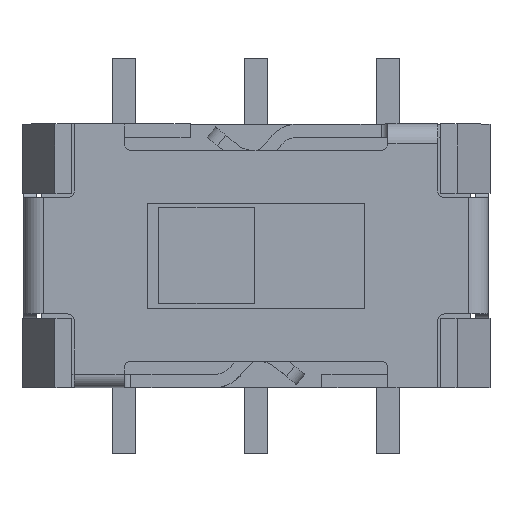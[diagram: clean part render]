
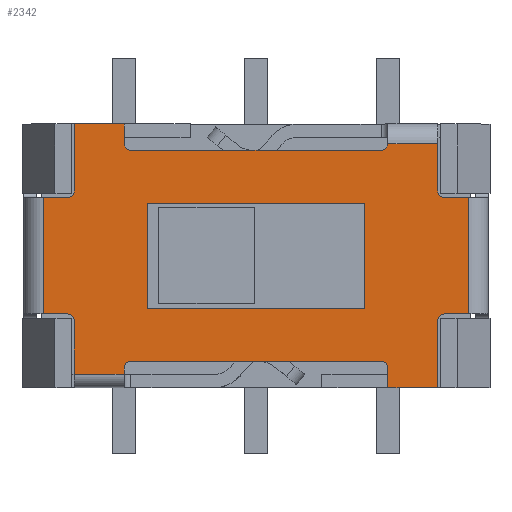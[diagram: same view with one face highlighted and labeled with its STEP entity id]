
A CAD part, top view. The second image highlights one B-rep face of the part: STEP entity #2342.
In plain terms, the highlighted planar face has unit normal (0, 0, 1).
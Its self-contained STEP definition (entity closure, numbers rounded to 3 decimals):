
#2252 = VERTEX_POINT('',#2253);
#2253 = CARTESIAN_POINT('',(1.653,-0.797,2.15));
#2259 = EDGE_CURVE('',#2252,#2260,#2262,.T.);
#2260 = VERTEX_POINT('',#2261);
#2261 = CARTESIAN_POINT('',(-1.653,-0.797,2.15));
#2262 = LINE('',#2263,#2264);
#2263 = CARTESIAN_POINT('',(1.653,-0.797,2.15));
#2264 = VECTOR('',#2265,1.);
#2265 = DIRECTION('',(-1.,0.,0.));
#2283 = VERTEX_POINT('',#2284);
#2284 = CARTESIAN_POINT('',(1.653,0.797,2.15));
#2290 = EDGE_CURVE('',#2283,#2252,#2291,.T.);
#2291 = LINE('',#2292,#2293);
#2292 = CARTESIAN_POINT('',(1.653,0.797,2.15));
#2293 = VECTOR('',#2294,1.);
#2294 = DIRECTION('',(0.,-1.,0.));
#2307 = VERTEX_POINT('',#2308);
#2308 = CARTESIAN_POINT('',(-1.653,0.797,2.15));
#2314 = EDGE_CURVE('',#2307,#2283,#2315,.T.);
#2315 = LINE('',#2316,#2317);
#2316 = CARTESIAN_POINT('',(-1.653,0.797,2.15));
#2317 = VECTOR('',#2318,1.);
#2318 = DIRECTION('',(1.,0.,0.));
#2331 = EDGE_CURVE('',#2260,#2307,#2332,.T.);
#2332 = LINE('',#2333,#2334);
#2333 = CARTESIAN_POINT('',(-1.653,-0.797,2.15));
#2334 = VECTOR('',#2335,1.);
#2335 = DIRECTION('',(0.,1.,0.));
#2342 = ADVANCED_FACE('',(#2343,#2569),#2575,.T.);
#2343 = FACE_BOUND('',#2344,.F.);
#2344 = EDGE_LOOP('',(#2345,#2355,#2364,#2372,#2381,#2389,#2397,#2405,
    #2414,#2422,#2430,#2438,#2447,#2455,#2463,#2471,#2480,#2488,#2497,
    #2505,#2513,#2522,#2530,#2538,#2546,#2555,#2563));
#2345 = ORIENTED_EDGE('',*,*,#2346,.F.);
#2346 = EDGE_CURVE('',#2347,#2349,#2351,.T.);
#2347 = VERTEX_POINT('',#2348);
#2348 = CARTESIAN_POINT('',(2.,-1.7,2.15));
#2349 = VERTEX_POINT('',#2350);
#2350 = CARTESIAN_POINT('',(2.,-2.,2.15));
#2351 = LINE('',#2352,#2353);
#2352 = CARTESIAN_POINT('',(2.,-1.7,2.15));
#2353 = VECTOR('',#2354,1.);
#2354 = DIRECTION('',(0.,-1.,0.));
#2355 = ORIENTED_EDGE('',*,*,#2356,.F.);
#2356 = EDGE_CURVE('',#2357,#2347,#2359,.T.);
#2357 = VERTEX_POINT('',#2358);
#2358 = CARTESIAN_POINT('',(1.9,-1.6,2.15));
#2359 = CIRCLE('',#2360,0.1);
#2360 = AXIS2_PLACEMENT_3D('',#2361,#2362,#2363);
#2361 = CARTESIAN_POINT('',(1.9,-1.7,2.15));
#2362 = DIRECTION('',(0.,0.,-1.));
#2363 = DIRECTION('',(0.,1.,0.));
#2364 = ORIENTED_EDGE('',*,*,#2365,.F.);
#2365 = EDGE_CURVE('',#2366,#2357,#2368,.T.);
#2366 = VERTEX_POINT('',#2367);
#2367 = CARTESIAN_POINT('',(-1.9,-1.6,2.15));
#2368 = LINE('',#2369,#2370);
#2369 = CARTESIAN_POINT('',(-1.9,-1.6,2.15));
#2370 = VECTOR('',#2371,1.);
#2371 = DIRECTION('',(1.,0.,0.));
#2372 = ORIENTED_EDGE('',*,*,#2373,.F.);
#2373 = EDGE_CURVE('',#2374,#2366,#2376,.T.);
#2374 = VERTEX_POINT('',#2375);
#2375 = CARTESIAN_POINT('',(-2.,-1.7,2.15));
#2376 = CIRCLE('',#2377,0.1);
#2377 = AXIS2_PLACEMENT_3D('',#2378,#2379,#2380);
#2378 = CARTESIAN_POINT('',(-1.9,-1.7,2.15));
#2379 = DIRECTION('',(0.,0.,-1.));
#2380 = DIRECTION('',(-1.,0.,0.));
#2381 = ORIENTED_EDGE('',*,*,#2382,.F.);
#2382 = EDGE_CURVE('',#2383,#2374,#2385,.T.);
#2383 = VERTEX_POINT('',#2384);
#2384 = CARTESIAN_POINT('',(-2.,-1.8,2.15));
#2385 = LINE('',#2386,#2387);
#2386 = CARTESIAN_POINT('',(-2.,-1.8,2.15));
#2387 = VECTOR('',#2388,1.);
#2388 = DIRECTION('',(0.,1.,0.));
#2389 = ORIENTED_EDGE('',*,*,#2390,.F.);
#2390 = EDGE_CURVE('',#2391,#2383,#2393,.T.);
#2391 = VERTEX_POINT('',#2392);
#2392 = CARTESIAN_POINT('',(-2.758,-1.8,2.15));
#2393 = LINE('',#2394,#2395);
#2394 = CARTESIAN_POINT('',(-2.758,-1.8,2.15));
#2395 = VECTOR('',#2396,1.);
#2396 = DIRECTION('',(1.,0.,0.));
#2397 = ORIENTED_EDGE('',*,*,#2398,.F.);
#2398 = EDGE_CURVE('',#2399,#2391,#2401,.T.);
#2399 = VERTEX_POINT('',#2400);
#2400 = CARTESIAN_POINT('',(-2.758,-0.983,2.15));
#2401 = LINE('',#2402,#2403);
#2402 = CARTESIAN_POINT('',(-2.758,-0.983,2.15));
#2403 = VECTOR('',#2404,1.);
#2404 = DIRECTION('',(0.,-1.,0.));
#2405 = ORIENTED_EDGE('',*,*,#2406,.F.);
#2406 = EDGE_CURVE('',#2407,#2399,#2409,.T.);
#2407 = VERTEX_POINT('',#2408);
#2408 = CARTESIAN_POINT('',(-2.858,-0.883,2.15));
#2409 = CIRCLE('',#2410,0.1);
#2410 = AXIS2_PLACEMENT_3D('',#2411,#2412,#2413);
#2411 = CARTESIAN_POINT('',(-2.858,-0.983,2.15));
#2412 = DIRECTION('',(0.,0.,-1.));
#2413 = DIRECTION('',(0.,1.,0.));
#2414 = ORIENTED_EDGE('',*,*,#2415,.F.);
#2415 = EDGE_CURVE('',#2416,#2407,#2418,.T.);
#2416 = VERTEX_POINT('',#2417);
#2417 = CARTESIAN_POINT('',(-3.225,-0.883,2.15));
#2418 = LINE('',#2419,#2420);
#2419 = CARTESIAN_POINT('',(-3.225,-0.883,2.15));
#2420 = VECTOR('',#2421,1.);
#2421 = DIRECTION('',(1.,0.,0.));
#2422 = ORIENTED_EDGE('',*,*,#2423,.F.);
#2423 = EDGE_CURVE('',#2424,#2416,#2426,.T.);
#2424 = VERTEX_POINT('',#2425);
#2425 = CARTESIAN_POINT('',(-3.225,0.883,2.15));
#2426 = LINE('',#2427,#2428);
#2427 = CARTESIAN_POINT('',(-3.225,0.883,2.15));
#2428 = VECTOR('',#2429,1.);
#2429 = DIRECTION('',(0.,-1.,0.));
#2430 = ORIENTED_EDGE('',*,*,#2431,.F.);
#2431 = EDGE_CURVE('',#2432,#2424,#2434,.T.);
#2432 = VERTEX_POINT('',#2433);
#2433 = CARTESIAN_POINT('',(-2.858,0.883,2.15));
#2434 = LINE('',#2435,#2436);
#2435 = CARTESIAN_POINT('',(-2.858,0.883,2.15));
#2436 = VECTOR('',#2437,1.);
#2437 = DIRECTION('',(-1.,0.,0.));
#2438 = ORIENTED_EDGE('',*,*,#2439,.F.);
#2439 = EDGE_CURVE('',#2440,#2432,#2442,.T.);
#2440 = VERTEX_POINT('',#2441);
#2441 = CARTESIAN_POINT('',(-2.758,0.983,2.15));
#2442 = CIRCLE('',#2443,0.1);
#2443 = AXIS2_PLACEMENT_3D('',#2444,#2445,#2446);
#2444 = CARTESIAN_POINT('',(-2.858,0.983,2.15));
#2445 = DIRECTION('',(0.,0.,-1.));
#2446 = DIRECTION('',(1.,0.,0.));
#2447 = ORIENTED_EDGE('',*,*,#2448,.F.);
#2448 = EDGE_CURVE('',#2449,#2440,#2451,.T.);
#2449 = VERTEX_POINT('',#2450);
#2450 = CARTESIAN_POINT('',(-2.758,2.,2.15));
#2451 = LINE('',#2452,#2453);
#2452 = CARTESIAN_POINT('',(-2.758,2.,2.15));
#2453 = VECTOR('',#2454,1.);
#2454 = DIRECTION('',(0.,-1.,0.));
#2455 = ORIENTED_EDGE('',*,*,#2456,.F.);
#2456 = EDGE_CURVE('',#2457,#2449,#2459,.T.);
#2457 = VERTEX_POINT('',#2458);
#2458 = CARTESIAN_POINT('',(-2.,2.,2.15));
#2459 = LINE('',#2460,#2461);
#2460 = CARTESIAN_POINT('',(-2.,2.,2.15));
#2461 = VECTOR('',#2462,1.);
#2462 = DIRECTION('',(-1.,0.,0.));
#2463 = ORIENTED_EDGE('',*,*,#2464,.F.);
#2464 = EDGE_CURVE('',#2465,#2457,#2467,.T.);
#2465 = VERTEX_POINT('',#2466);
#2466 = CARTESIAN_POINT('',(-2.,1.7,2.15));
#2467 = LINE('',#2468,#2469);
#2468 = CARTESIAN_POINT('',(-2.,1.7,2.15));
#2469 = VECTOR('',#2470,1.);
#2470 = DIRECTION('',(0.,1.,0.));
#2471 = ORIENTED_EDGE('',*,*,#2472,.F.);
#2472 = EDGE_CURVE('',#2473,#2465,#2475,.T.);
#2473 = VERTEX_POINT('',#2474);
#2474 = CARTESIAN_POINT('',(-1.9,1.6,2.15));
#2475 = CIRCLE('',#2476,0.1);
#2476 = AXIS2_PLACEMENT_3D('',#2477,#2478,#2479);
#2477 = CARTESIAN_POINT('',(-1.9,1.7,2.15));
#2478 = DIRECTION('',(0.,0.,-1.));
#2479 = DIRECTION('',(0.,-1.,0.));
#2480 = ORIENTED_EDGE('',*,*,#2481,.F.);
#2481 = EDGE_CURVE('',#2482,#2473,#2484,.T.);
#2482 = VERTEX_POINT('',#2483);
#2483 = CARTESIAN_POINT('',(1.9,1.6,2.15));
#2484 = LINE('',#2485,#2486);
#2485 = CARTESIAN_POINT('',(1.9,1.6,2.15));
#2486 = VECTOR('',#2487,1.);
#2487 = DIRECTION('',(-1.,0.,0.));
#2488 = ORIENTED_EDGE('',*,*,#2489,.F.);
#2489 = EDGE_CURVE('',#2490,#2482,#2492,.T.);
#2490 = VERTEX_POINT('',#2491);
#2491 = CARTESIAN_POINT('',(2.,1.7,2.15));
#2492 = CIRCLE('',#2493,0.1);
#2493 = AXIS2_PLACEMENT_3D('',#2494,#2495,#2496);
#2494 = CARTESIAN_POINT('',(1.9,1.7,2.15));
#2495 = DIRECTION('',(0.,0.,-1.));
#2496 = DIRECTION('',(1.,0.,0.));
#2497 = ORIENTED_EDGE('',*,*,#2498,.F.);
#2498 = EDGE_CURVE('',#2499,#2490,#2501,.T.);
#2499 = VERTEX_POINT('',#2500);
#2500 = CARTESIAN_POINT('',(2.758,1.7,2.15));
#2501 = LINE('',#2502,#2503);
#2502 = CARTESIAN_POINT('',(2.758,1.7,2.15));
#2503 = VECTOR('',#2504,1.);
#2504 = DIRECTION('',(-1.,0.,0.));
#2505 = ORIENTED_EDGE('',*,*,#2506,.F.);
#2506 = EDGE_CURVE('',#2507,#2499,#2509,.T.);
#2507 = VERTEX_POINT('',#2508);
#2508 = CARTESIAN_POINT('',(2.758,0.983,2.15));
#2509 = LINE('',#2510,#2511);
#2510 = CARTESIAN_POINT('',(2.758,0.983,2.15));
#2511 = VECTOR('',#2512,1.);
#2512 = DIRECTION('',(0.,1.,0.));
#2513 = ORIENTED_EDGE('',*,*,#2514,.F.);
#2514 = EDGE_CURVE('',#2515,#2507,#2517,.T.);
#2515 = VERTEX_POINT('',#2516);
#2516 = CARTESIAN_POINT('',(2.858,0.883,2.15));
#2517 = CIRCLE('',#2518,0.1);
#2518 = AXIS2_PLACEMENT_3D('',#2519,#2520,#2521);
#2519 = CARTESIAN_POINT('',(2.858,0.983,2.15));
#2520 = DIRECTION('',(0.,0.,-1.));
#2521 = DIRECTION('',(0.,-1.,0.));
#2522 = ORIENTED_EDGE('',*,*,#2523,.F.);
#2523 = EDGE_CURVE('',#2524,#2515,#2526,.T.);
#2524 = VERTEX_POINT('',#2525);
#2525 = CARTESIAN_POINT('',(3.225,0.883,2.15));
#2526 = LINE('',#2527,#2528);
#2527 = CARTESIAN_POINT('',(3.225,0.883,2.15));
#2528 = VECTOR('',#2529,1.);
#2529 = DIRECTION('',(-1.,0.,0.));
#2530 = ORIENTED_EDGE('',*,*,#2531,.F.);
#2531 = EDGE_CURVE('',#2532,#2524,#2534,.T.);
#2532 = VERTEX_POINT('',#2533);
#2533 = CARTESIAN_POINT('',(3.225,-0.883,2.15));
#2534 = LINE('',#2535,#2536);
#2535 = CARTESIAN_POINT('',(3.225,-0.883,2.15));
#2536 = VECTOR('',#2537,1.);
#2537 = DIRECTION('',(0.,1.,0.));
#2538 = ORIENTED_EDGE('',*,*,#2539,.F.);
#2539 = EDGE_CURVE('',#2540,#2532,#2542,.T.);
#2540 = VERTEX_POINT('',#2541);
#2541 = CARTESIAN_POINT('',(2.858,-0.883,2.15));
#2542 = LINE('',#2543,#2544);
#2543 = CARTESIAN_POINT('',(2.858,-0.883,2.15));
#2544 = VECTOR('',#2545,1.);
#2545 = DIRECTION('',(1.,0.,0.));
#2546 = ORIENTED_EDGE('',*,*,#2547,.F.);
#2547 = EDGE_CURVE('',#2548,#2540,#2550,.T.);
#2548 = VERTEX_POINT('',#2549);
#2549 = CARTESIAN_POINT('',(2.758,-0.983,2.15));
#2550 = CIRCLE('',#2551,0.1);
#2551 = AXIS2_PLACEMENT_3D('',#2552,#2553,#2554);
#2552 = CARTESIAN_POINT('',(2.858,-0.983,2.15));
#2553 = DIRECTION('',(0.,0.,-1.));
#2554 = DIRECTION('',(-1.,0.,0.));
#2555 = ORIENTED_EDGE('',*,*,#2556,.F.);
#2556 = EDGE_CURVE('',#2557,#2548,#2559,.T.);
#2557 = VERTEX_POINT('',#2558);
#2558 = CARTESIAN_POINT('',(2.758,-2.,2.15));
#2559 = LINE('',#2560,#2561);
#2560 = CARTESIAN_POINT('',(2.758,-2.,2.15));
#2561 = VECTOR('',#2562,1.);
#2562 = DIRECTION('',(0.,1.,0.));
#2563 = ORIENTED_EDGE('',*,*,#2564,.F.);
#2564 = EDGE_CURVE('',#2349,#2557,#2565,.T.);
#2565 = LINE('',#2566,#2567);
#2566 = CARTESIAN_POINT('',(2.,-2.,2.15));
#2567 = VECTOR('',#2568,1.);
#2568 = DIRECTION('',(1.,0.,0.));
#2569 = FACE_BOUND('',#2570,.F.);
#2570 = EDGE_LOOP('',(#2571,#2572,#2573,#2574));
#2571 = ORIENTED_EDGE('',*,*,#2259,.F.);
#2572 = ORIENTED_EDGE('',*,*,#2290,.F.);
#2573 = ORIENTED_EDGE('',*,*,#2314,.F.);
#2574 = ORIENTED_EDGE('',*,*,#2331,.F.);
#2575 = PLANE('',#2576);
#2576 = AXIS2_PLACEMENT_3D('',#2577,#2578,#2579);
#2577 = CARTESIAN_POINT('',(0.,0.,2.15));
#2578 = DIRECTION('',(0.,0.,1.));
#2579 = DIRECTION('',(-1.,0.,0.));
